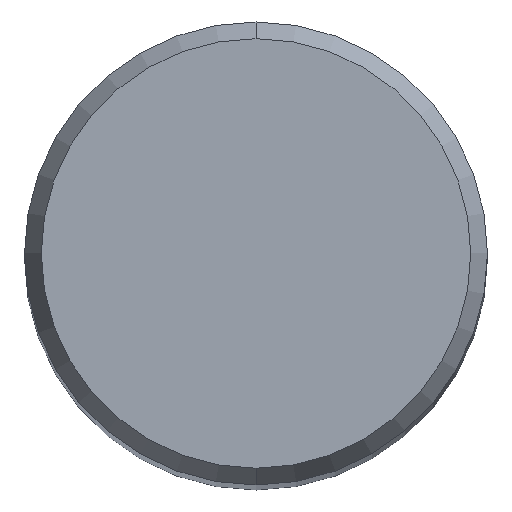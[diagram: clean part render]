
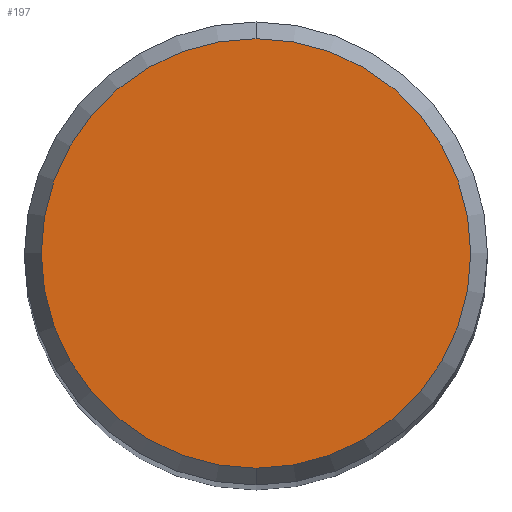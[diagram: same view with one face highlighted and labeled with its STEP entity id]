
A CAD part, top view. The second image highlights one B-rep face of the part: STEP entity #197.
In plain terms, the highlighted planar face has unit normal (0, 0, 1).
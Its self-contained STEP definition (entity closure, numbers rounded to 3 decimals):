
#129=EDGE_CURVE('',#217,#199,#285,.T.);
#175=EDGE_CURVE('',#199,#217,#333,.T.);
#197=ADVANCED_FACE('',(#360),#361,.T.);
#199=VERTEX_POINT('',#363);
#217=VERTEX_POINT('',#381);
#285=CIRCLE('',#457,2.946);
#333=CIRCLE('',#521,2.946);
#360=FACE_OUTER_BOUND('',#553,.T.);
#361=PLANE('',#554);
#363=CARTESIAN_POINT('',(0.,-2.946,0.));
#381=CARTESIAN_POINT('',(0.0,2.946,0.));
#457=AXIS2_PLACEMENT_3D('',#654,#655,#656);
#521=AXIS2_PLACEMENT_3D('',#701,#702,#703);
#553=EDGE_LOOP('',(#753,#754));
#554=AXIS2_PLACEMENT_3D('',#755,#756,#757);
#654=CARTESIAN_POINT('',(0.0,0.0,0.));
#655=DIRECTION('',(0.0,0.0,-1.0));
#656=DIRECTION('',(0.0,1.0,0.0));
#701=CARTESIAN_POINT('',(0.0,0.0,0.));
#702=DIRECTION('',(0.0,0.0,-1.0));
#703=DIRECTION('',(0.0,1.0,0.0));
#753=ORIENTED_EDGE('',*,*,#129,.F.);
#754=ORIENTED_EDGE('',*,*,#175,.F.);
#755=CARTESIAN_POINT('',(0.0,1.473,0.));
#756=DIRECTION('',(-0.0,0.0,1.0));
#757=DIRECTION('',(0.0,-1.0,0.0));
